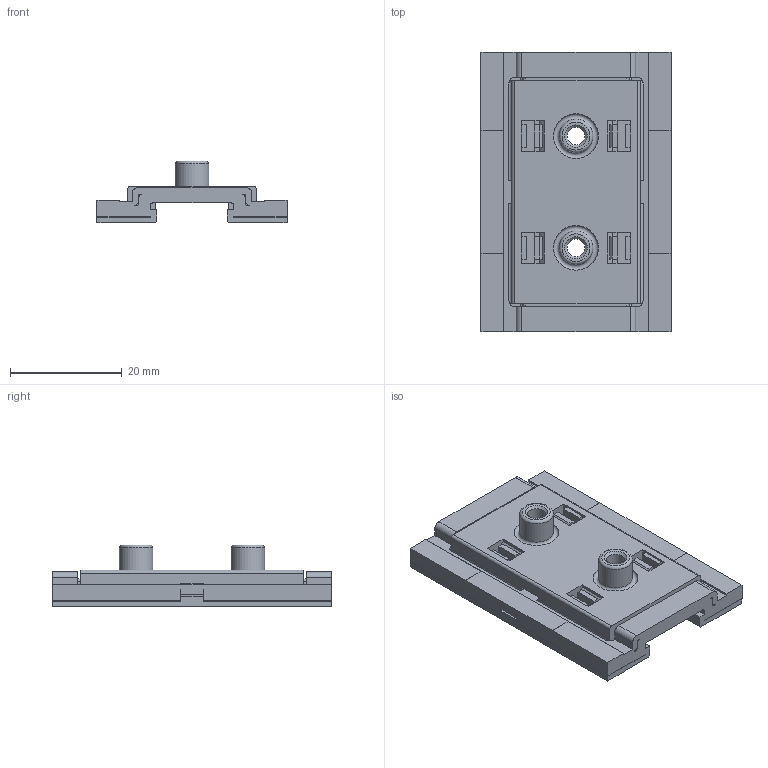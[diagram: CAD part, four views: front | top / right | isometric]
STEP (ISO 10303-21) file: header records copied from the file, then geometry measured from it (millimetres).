
FILE_DESCRIPTION(/* description */ (''),/* implementation_level */ '2;1');
FILE_NAME(/* name */ 'NK04-40 CARRIAGE.ipt.stp',/* time_stamp */ '2016-01-07T16:35:50-08:00',/* author */ ('Autodesk, Inc.'),/* organization */ ('Autodesk Inc.'),/* preprocessor_version */ 'ST-DEVELOPER v16.1',/* originating_system */ 'Autodesk Inventor 2016',/* authorisation */ '');
FILE_SCHEMA (('AUTOMOTIVE_DESIGN { 1 0 10303 214 3 1 1 }'));
Length unit declared in the file: millimetre
Products named in the file (1): NK04-40 CARRIAGE
Bounding box: 34 x 50 x 11.07 mm (x, y, z)
Volume: 6491.2 mm3; surface area: 8300.6 mm2
Topology: 1 solids, 1 shells, 308 faces, 956 edges, 622 vertices
Faces by surface type: plane 254, cylinder 44, torus 6, cone 4
Full cylindrical faces by diameter (mm): 3.2 x2, 6 x2, 6.5 x2
Entity records: 10800 total; most frequent: CARTESIAN_POINT 1883, ORIENTED_EDGE 1872, DIRECTION 1660, EDGE_CURVE 936, LINE 822, VECTOR 822, VERTEX_POINT 618, AXIS2_PLACEMENT_3D 419
